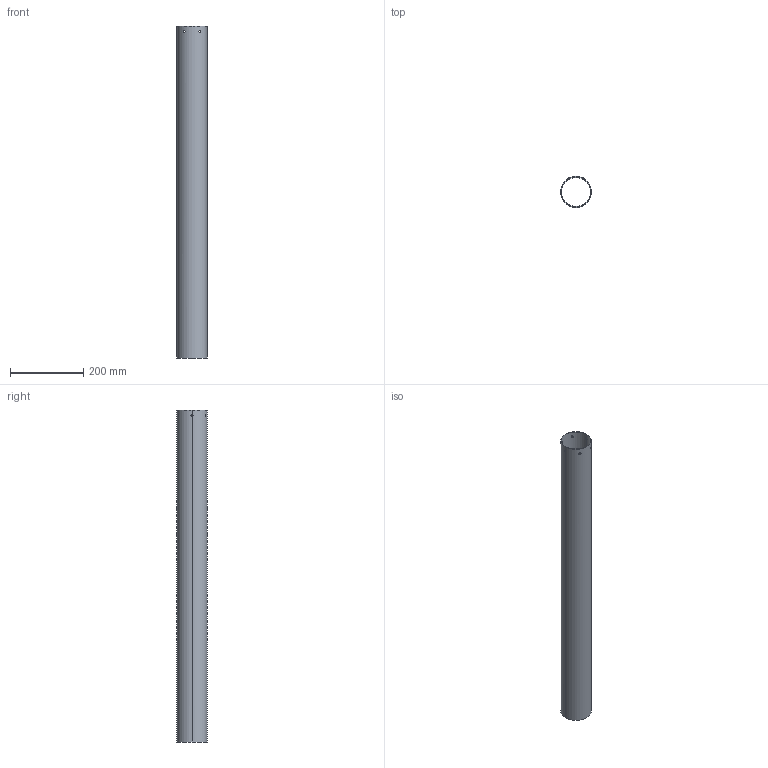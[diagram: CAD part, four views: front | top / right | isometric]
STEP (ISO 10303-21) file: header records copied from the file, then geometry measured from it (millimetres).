
FILE_DESCRIPTION (( 'STEP AP214' ), '1' );
FILE_NAME ('Main Body.STEP', '2023-02-07T13:14:29', ( 'HP' ), ( 'HP' ), 'SwSTEP 2.0', 'SolidWorks 2021', '' );
FILE_SCHEMA (( 'AUTOMOTIVE_DESIGN' ));
Length unit declared in the file: millimetre
Products named in the file (1): Main Body
Bounding box: 84 x 84 x 905 mm (x, y, z)
Volume: 465935.7 mm3; surface area: 467192.6 mm2
Topology: 1 solids, 1 shells, 18 faces, 52 edges, 32 vertices
Faces by surface type: cylinder 16, plane 2
Entity records: 1362 total; most frequent: CARTESIAN_POINT 871, ORIENTED_EDGE 104, DIRECTION 74, EDGE_CURVE 52, VERTEX_POINT 32, EDGE_LOOP 28, AXIS2_PLACEMENT_3D 27, B_SPLINE_CURVE_WITH_KNOTS 24
